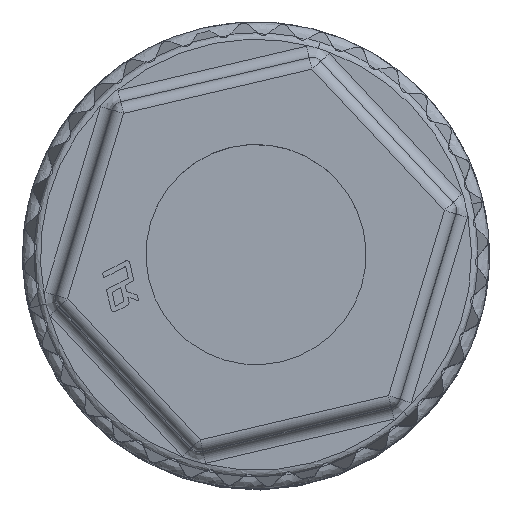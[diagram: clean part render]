
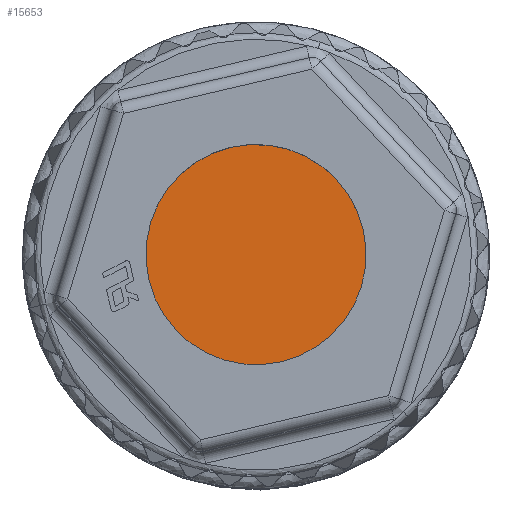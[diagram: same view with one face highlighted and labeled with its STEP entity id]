
A CAD part, top view. The second image highlights one B-rep face of the part: STEP entity #15653.
In plain terms, the highlighted planar face has unit normal (0, 0, 1).
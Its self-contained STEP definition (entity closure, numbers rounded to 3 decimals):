
#15481=AXIS2_PLACEMENT_3D('Circle Axis2P3D',#15479,#15480,$) ;
#15488=AXIS2_PLACEMENT_3D('Circle Axis2P3D',#15486,#15487,$) ;
#15514=AXIS2_PLACEMENT_3D('Circle Axis2P3D',#15512,#15513,$) ;
#15521=AXIS2_PLACEMENT_3D('Circle Axis2P3D',#15519,#15520,$) ;
#15645=AXIS2_PLACEMENT_3D('Plane Axis2P3D',#15642,#15643,#15644) ;
#15476=CARTESIAN_POINT('Vertex',(14.154,8.421,54.75)) ;
#15479=CARTESIAN_POINT('Axis2P3D Location',(9.75,9.75,54.75)) ;
#15483=CARTESIAN_POINT('Vertex',(8.421,5.346,54.75)) ;
#15486=CARTESIAN_POINT('Axis2P3D Location',(9.75,9.75,54.75)) ;
#15490=CARTESIAN_POINT('Vertex',(5.346,11.079,54.75)) ;
#15512=CARTESIAN_POINT('Axis2P3D Location',(9.75,9.75,54.75)) ;
#15516=CARTESIAN_POINT('Vertex',(11.079,14.154,54.75)) ;
#15519=CARTESIAN_POINT('Axis2P3D Location',(9.75,9.75,54.75)) ;
#15642=CARTESIAN_POINT('Axis2P3D Location',(9.75,9.75,54.75)) ;
#15480=DIRECTION('Axis2P3D Direction',(0.,0.,1.)) ;
#15487=DIRECTION('Axis2P3D Direction',(0.,0.,1.)) ;
#15513=DIRECTION('Axis2P3D Direction',(0.,0.,1.)) ;
#15520=DIRECTION('Axis2P3D Direction',(0.,0.,1.)) ;
#15643=DIRECTION('Axis2P3D Direction',(0.,0.,1.)) ;
#15644=DIRECTION('Axis2P3D XDirection',(0.957,-0.289,0.)) ;
#15648=ORIENTED_EDGE('',*,*,#15485,.F.) ;
#15649=ORIENTED_EDGE('',*,*,#15523,.F.) ;
#15650=ORIENTED_EDGE('',*,*,#15518,.F.) ;
#15651=ORIENTED_EDGE('',*,*,#15492,.F.) ;
#15653=ADVANCED_FACE('Hauptkoerper',(#15652),#15646,.T.) ;
#15482=CIRCLE('generated circle',#15481,4.6) ;
#15489=CIRCLE('generated circle',#15488,4.6) ;
#15515=CIRCLE('generated circle',#15514,4.6) ;
#15522=CIRCLE('generated circle',#15521,4.6) ;
#15485=EDGE_CURVE('',#15477,#15484,#15482,.F.) ;
#15492=EDGE_CURVE('',#15484,#15491,#15489,.F.) ;
#15518=EDGE_CURVE('',#15491,#15517,#15515,.F.) ;
#15523=EDGE_CURVE('',#15517,#15477,#15522,.F.) ;
#15647=EDGE_LOOP('',(#15648,#15649,#15650,#15651)) ;
#15652=FACE_OUTER_BOUND('',#15647,.T.) ;
#15646=PLANE('',#15645) ;
#15477=VERTEX_POINT('',#15476) ;
#15484=VERTEX_POINT('',#15483) ;
#15491=VERTEX_POINT('',#15490) ;
#15517=VERTEX_POINT('',#15516) ;
